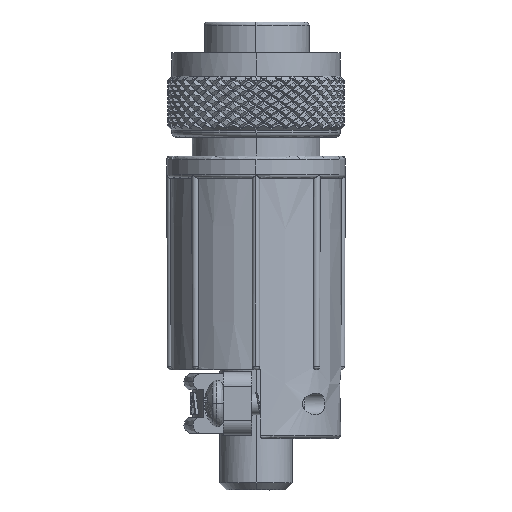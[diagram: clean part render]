
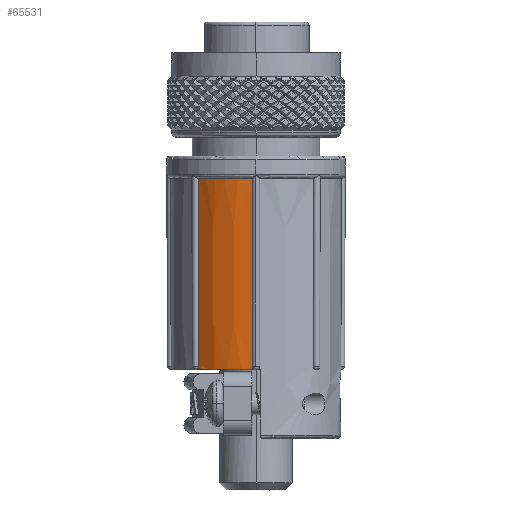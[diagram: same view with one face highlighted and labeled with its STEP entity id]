
A CAD part, left-side view. The second image highlights one B-rep face of the part: STEP entity #65531.
In plain terms, the highlighted conical face has half-angle 0.129 degrees and reference radius 9.271 mm.
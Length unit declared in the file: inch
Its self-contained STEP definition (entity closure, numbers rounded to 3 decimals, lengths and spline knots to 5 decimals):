
#332 = FACE_OUTER_BOUND ( 'NONE', #13435, .T. ) ;
#4644 = ORIENTED_EDGE ( 'NONE', *, *, #35353, .T. ) ;
#4645 = ORIENTED_EDGE ( 'NONE', *, *, #54626, .T. ) ;
#4646 = ORIENTED_EDGE ( 'NONE', *, *, #54756, .F. ) ;
#4647 = ORIENTED_EDGE ( 'NONE', *, *, #54760, .F. ) ;
#4648 = ORIENTED_EDGE ( 'NONE', *, *, #54758, .T. ) ;
#4649 = ORIENTED_EDGE ( 'NONE', *, *, #54763, .F. ) ;
#4650 = ORIENTED_EDGE ( 'NONE', *, *, #54999, .T. ) ;
#7976 = CONICAL_SURFACE ( 'NONE', #8013, 0.365, 0.002 ) ;
#8013 = AXIS2_PLACEMENT_3D ( 'NONE', #27219, #27220, #27221 ) ;
#8798 = VERTEX_POINT ( 'NONE', #77471 ) ;
#8799 = VERTEX_POINT ( 'NONE', #77472 ) ;
#13009 = CARTESIAN_POINT ( 'NONE',  ( -0.26911, 0.24659, -0.667 ) ) ;
#13011 = CARTESIAN_POINT ( 'NONE',  ( -0.26868, 0.24616, -0.93503 ) ) ;
#13012 = CARTESIAN_POINT ( 'NONE',  ( -0.26825, 0.24574, -1.20305 ) ) ;
#13014 = CARTESIAN_POINT ( 'NONE',  ( -0.26783, 0.24531, -1.47108 ) ) ;
#13435 = EDGE_LOOP ( 'NONE', ( #4644, #4645, #4646, #4648, #4647, #4649, #4650 ) ) ;
#15049 = B_SPLINE_CURVE_WITH_KNOTS ( 'NONE', 3,
 ( #13009, #13011, #13012, #13014 ),
 .UNSPECIFIED., .F., .F.,
 ( 4, 4 ),
 ( 0., 1. ),
 .UNSPECIFIED. ) ;
#16344 = CARTESIAN_POINT ( 'NONE',  ( -0.26783, 0.24531, -1.47108 ) ) ;
#16346 = CARTESIAN_POINT ( 'NONE',  ( -0.26779, 0.24534, -1.47332 ) ) ;
#16348 = CARTESIAN_POINT ( 'NONE',  ( -0.26751, 0.24564, -1.47538 ) ) ;
#16350 = CARTESIAN_POINT ( 'NONE',  ( -0.26645, 0.24678, -1.47913 ) ) ;
#16351 = CARTESIAN_POINT ( 'NONE',  ( -0.26565, 0.24765, -1.48087 ) ) ;
#16353 = CARTESIAN_POINT ( 'NONE',  ( -0.26261, 0.25086, -1.48529 ) ) ;
#16355 = CARTESIAN_POINT ( 'NONE',  ( -0.25976, 0.25382, -1.48699 ) ) ;
#16357 = CARTESIAN_POINT ( 'NONE',  ( -0.25679, 0.25679, -1.487 ) ) ;
#17586 = CARTESIAN_POINT ( 'NONE',  ( -0.36316, 0., -1.487 ) ) ;
#17589 = CARTESIAN_POINT ( 'NONE',  ( -0.36315, 0.01182, -1.487 ) ) ;
#17591 = CARTESIAN_POINT ( 'NONE',  ( -0.36229, 0.02945, -1.487 ) ) ;
#17593 = CARTESIAN_POINT ( 'NONE',  ( -0.3598, 0.04987, -1.487 ) ) ;
#17596 = CARTESIAN_POINT ( 'NONE',  ( -0.35841, 0.05858, -1.487 ) ) ;
#17599 = CARTESIAN_POINT ( 'NONE',  ( -0.35742, 0.06438, -1.487 ) ) ;
#17602 = CARTESIAN_POINT ( 'NONE',  ( -0.35689, 0.06722, -1.487 ) ) ;
#17605 = CARTESIAN_POINT ( 'NONE',  ( -0.354, 0.08195, -1.487 ) ) ;
#17607 = CARTESIAN_POINT ( 'NONE',  ( -0.3511, 0.09358, -1.487 ) ) ;
#17609 = CARTESIAN_POINT ( 'NONE',  ( -0.34417, 0.11652, -1.487 ) ) ;
#17612 = CARTESIAN_POINT ( 'NONE',  ( -0.34011, 0.12788, -1.487 ) ) ;
#17615 = CARTESIAN_POINT ( 'NONE',  ( -0.33092, 0.15007, -1.487 ) ) ;
#17618 = CARTESIAN_POINT ( 'NONE',  ( -0.32323, 0.16632, -1.487 ) ) ;
#17620 = CARTESIAN_POINT ( 'NONE',  ( -0.31287, 0.18456, -1.487 ) ) ;
#17623 = CARTESIAN_POINT ( 'NONE',  ( -0.30812, 0.19223, -1.487 ) ) ;
#17626 = CARTESIAN_POINT ( 'NONE',  ( -0.3049, 0.19731, -1.487 ) ) ;
#17628 = CARTESIAN_POINT ( 'NONE',  ( -0.30321, 0.19989, -1.487 ) ) ;
#17630 = CARTESIAN_POINT ( 'NONE',  ( -0.28846, 0.22188, -1.487 ) ) ;
#17632 = CARTESIAN_POINT ( 'NONE',  ( -0.27354, 0.24003, -1.487 ) ) ;
#17634 = CARTESIAN_POINT ( 'NONE',  ( -0.25679, 0.25679, -1.487 ) ) ;
#17638 = CARTESIAN_POINT ( 'NONE',  ( -0.36316, 0., -1.487 ) ) ;
#17641 = CARTESIAN_POINT ( 'NONE',  ( -0.36316, 0.00413, -1.48699 ) ) ;
#17643 = CARTESIAN_POINT ( 'NONE',  ( -0.36308, 0.00822, -1.48532 ) ) ;
#17646 = CARTESIAN_POINT ( 'NONE',  ( -0.36291, 0.0141, -1.47955 ) ) ;
#17648 = CARTESIAN_POINT ( 'NONE',  ( -0.36284, 0.01581, -1.47558 ) ) ;
#17651 = CARTESIAN_POINT ( 'NONE',  ( -0.36284, 0.01592, -1.47138 ) ) ;
#17655 = CARTESIAN_POINT ( 'NONE',  ( -0.36284, 0.01592, -1.47108 ) ) ;
#17658 = CARTESIAN_POINT ( 'NONE',  ( -0.36284, 0.01592, -1.47119 ) ) ;
#17660 = CARTESIAN_POINT ( 'NONE',  ( -0.36284, 0.01592, -1.47128 ) ) ;
#17663 = CARTESIAN_POINT ( 'NONE',  ( -0.36284, 0.01592, -1.47138 ) ) ;
#17667 = CARTESIAN_POINT ( 'NONE',  ( -0.36465, 0.01592, -0.667 ) ) ;
#17670 = CARTESIAN_POINT ( 'NONE',  ( -0.36405, 0.01592, -0.93503 ) ) ;
#17673 = CARTESIAN_POINT ( 'NONE',  ( -0.36345, 0.01592, -1.20305 ) ) ;
#17676 = CARTESIAN_POINT ( 'NONE',  ( -0.36284, 0.01592, -1.47108 ) ) ;
#19561 = CARTESIAN_POINT ( 'NONE',  ( -0.36465, 0.01592, -0.667 ) ) ;
#19562 = CARTESIAN_POINT ( 'NONE',  ( -0.3628, 0.05835, -0.667 ) ) ;
#19563 = CARTESIAN_POINT ( 'NONE',  ( -0.35347, 0.10044, -0.667 ) ) ;
#19564 = CARTESIAN_POINT ( 'NONE',  ( -0.32096, 0.17892, -0.667 ) ) ;
#19565 = CARTESIAN_POINT ( 'NONE',  ( -0.2978, 0.21528, -0.667 ) ) ;
#19566 = CARTESIAN_POINT ( 'NONE',  ( -0.26911, 0.24659, -0.667 ) ) ;
#27219 = CARTESIAN_POINT ( 'NONE',  ( 0., 0., -0.667 ) ) ;
#27220 = DIRECTION ( 'NONE',  ( 0., 0., 1. ) ) ;
#27221 = DIRECTION ( 'NONE',  ( 0., -1., 0. ) ) ;
#35353 = EDGE_CURVE ( 'NONE', #8799, #8798, #15049, .T. ) ;
#43043 = CARTESIAN_POINT ( 'NONE',  ( -0.36284, 0.01592, -1.47108 ) ) ;
#43066 = CARTESIAN_POINT ( 'NONE',  ( -0.36465, 0.01592, -0.667 ) ) ;
#47124 = VERTEX_POINT ( 'NONE', #43043 ) ;
#47142 = VERTEX_POINT ( 'NONE', #43066 ) ;
#47725 = VERTEX_POINT ( 'NONE', #55717 ) ;
#48632 = VERTEX_POINT ( 'NONE', #73257 ) ;
#48635 = VERTEX_POINT ( 'NONE', #73258 ) ;
#54626 = EDGE_CURVE ( 'NONE', #8798, #47725, #72496, .T. ) ;
#54756 = EDGE_CURVE ( 'NONE', #48635, #47725, #72539, .T. ) ;
#54758 = EDGE_CURVE ( 'NONE', #48635, #48632, #72540, .T. ) ;
#54760 = EDGE_CURVE ( 'NONE', #47124, #48632, #72541, .T. ) ;
#54763 = EDGE_CURVE ( 'NONE', #47142, #47124, #72542, .T. ) ;
#54999 = EDGE_CURVE ( 'NONE', #47142, #8799, #72628, .T. ) ;
#55717 = CARTESIAN_POINT ( 'NONE',  ( -0.25679, 0.25679, -1.487 ) ) ;
#65531 = ADVANCED_FACE ( 'NONE', ( #332 ), #7976, .T. ) ;
#72496 = B_SPLINE_CURVE_WITH_KNOTS ( 'NONE', 3,
 ( #16344, #16346, #16348, #16350, #16351, #16353, #16355, #16357 ),
 .UNSPECIFIED., .F., .F.,
 ( 4, 2, 2, 4 ),
 ( 0., 0.25, 0.5, 1. ),
 .UNSPECIFIED. ) ;
#72539 = B_SPLINE_CURVE_WITH_KNOTS ( 'NONE', 3,
 ( #17586, #17589, #17591, #17593, #17596, #17599, #17602, #17605, #17607, #17609, #17612, #17615, #17618, #17620, #17623, #17626, #17628, #17630, #17632, #17634 ),
 .UNSPECIFIED., .F., .F.,
 ( 4, 1, 1, 2, 2, 2, 2, 1, 1, 2, 2, 4 ),
 ( 0., 0.125, 0.1875, 0.21875, 0.25, 0.375, 0.5, 0.625, 0.6875, 0.71875, 0.75, 1. ),
 .UNSPECIFIED. ) ;
#72540 = B_SPLINE_CURVE_WITH_KNOTS ( 'NONE', 3,
 ( #17638, #17641, #17643, #17646, #17648, #17651 ),
 .UNSPECIFIED., .F., .F.,
 ( 4, 2, 4 ),
 ( 0., 0.5, 1. ),
 .UNSPECIFIED. ) ;
#72541 = B_SPLINE_CURVE_WITH_KNOTS ( 'NONE', 3,
 ( #17655, #17658, #17660, #17663 ),
 .UNSPECIFIED., .F., .F.,
 ( 4, 4 ),
 ( 0., 1. ),
 .UNSPECIFIED. ) ;
#72542 = B_SPLINE_CURVE_WITH_KNOTS ( 'NONE', 3,
 ( #17667, #17670, #17673, #17676 ),
 .UNSPECIFIED., .F., .F.,
 ( 4, 4 ),
 ( 0., 1. ),
 .UNSPECIFIED. ) ;
#72628 = B_SPLINE_CURVE_WITH_KNOTS ( 'NONE', 3,
 ( #19561, #19562, #19563, #19564, #19565, #19566 ),
 .UNSPECIFIED., .F., .F.,
 ( 4, 2, 4 ),
 ( 0., 0.5, 1. ),
 .UNSPECIFIED. ) ;
#73257 = CARTESIAN_POINT ( 'NONE',  ( -0.36284, 0.01592, -1.47138 ) ) ;
#73258 = CARTESIAN_POINT ( 'NONE',  ( -0.36316, 0., -1.487 ) ) ;
#77471 = CARTESIAN_POINT ( 'NONE',  ( -0.26783, 0.24531, -1.47108 ) ) ;
#77472 = CARTESIAN_POINT ( 'NONE',  ( -0.26911, 0.24659, -0.667 ) ) ;
